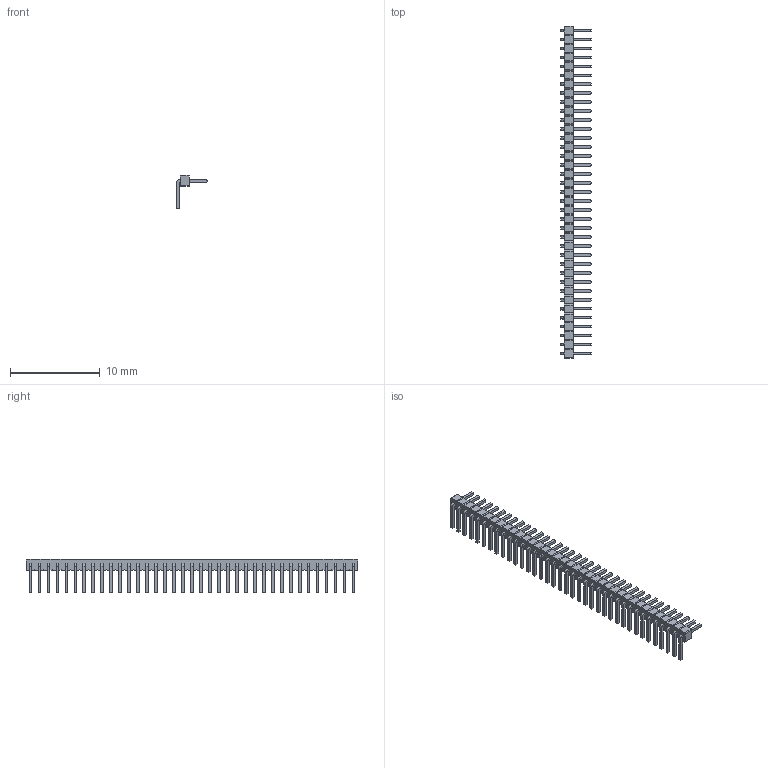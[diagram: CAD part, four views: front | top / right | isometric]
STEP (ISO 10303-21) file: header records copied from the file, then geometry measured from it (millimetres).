
FILE_DESCRIPTION(/* description */ ('model of PinHeader_1x37_P1.00mm_Horizontal'),/* implementation_level */ '2;1');
FILE_NAME(/* name */ 'PinHeader_1x37_P1.00mm_Horizontal.step',/* time_stamp */ '2018-01-24T12:21:18',/* author */ ('kicad StepUp','ksu'),/* organization */ ('FreeCAD'),/* preprocessor_version */ 'OCC',/* originating_system */ 'kicad StepUp',/* authorisation */ '');
FILE_SCHEMA(('AUTOMOTIVE_DESIGN { 1 0 10303 214 1 1 1 1 }'));
Length unit declared in the file: millimetre
Products named in the file (2): PinHeader_1x37_P100mm_Horizontal; Shape0_549547698761
Bounding box: 3.4 x 37 x 3.77 mm (x, y, z)
Volume: 67.1 mm3; surface area: 457.5 mm2
Topology: 38 solids, 38 shells, 855 faces, 2041 edges, 1262 vertices
Faces by surface type: plane 818, cylinder 37
Entity records: 15365 total; most frequent: ORIENTED_EDGE 3081, CARTESIAN_POINT 2387, EDGE_CURVE 2041, LINE 1967, VERTEX_POINT 1262, AXIS2_PLACEMENT_3D 930, ADVANCED_FACE 855, FACE_BOUND 855
